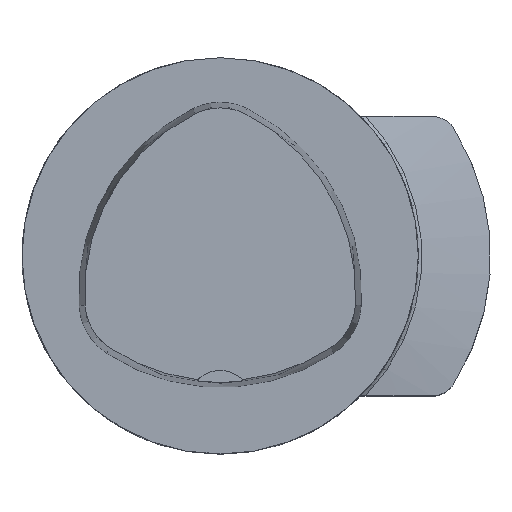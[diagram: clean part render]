
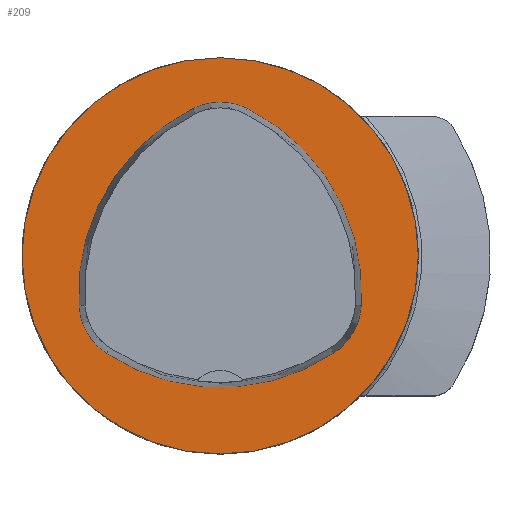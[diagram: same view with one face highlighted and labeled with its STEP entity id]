
A CAD part, top view. The second image highlights one B-rep face of the part: STEP entity #209.
In plain terms, the highlighted planar face has unit normal (0, 0, 1).
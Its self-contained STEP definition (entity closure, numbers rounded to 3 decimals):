
#48=FACE_BOUND('',#371,.T.);
#49=FACE_BOUND('',#372,.T.);
#147=PLANE('',#1293);
#209=ADVANCED_FACE('',(#48,#49),#147,.T.);
#371=EDGE_LOOP('',(#735));
#372=EDGE_LOOP('',(#736,#737,#738,#739,#740,#741));
#457=CIRCLE('',#1257,15.5);
#458=CIRCLE('',#1259,52.);
#459=CIRCLE('',#1261,15.5);
#460=CIRCLE('',#1263,52.);
#461=CIRCLE('',#1265,15.5);
#462=CIRCLE('',#1267,52.);
#465=CIRCLE('',#1291,50.);
#735=ORIENTED_EDGE('',*,*,#1020,.F.);
#736=ORIENTED_EDGE('',*,*,#982,.T.);
#737=ORIENTED_EDGE('',*,*,#993,.T.);
#738=ORIENTED_EDGE('',*,*,#991,.T.);
#739=ORIENTED_EDGE('',*,*,#989,.T.);
#740=ORIENTED_EDGE('',*,*,#987,.T.);
#741=ORIENTED_EDGE('',*,*,#985,.T.);
#848=VERTEX_POINT('',#1998);
#849=VERTEX_POINT('',#1999);
#850=VERTEX_POINT('',#2004);
#851=VERTEX_POINT('',#2008);
#852=VERTEX_POINT('',#2012);
#853=VERTEX_POINT('',#2016);
#870=VERTEX_POINT('',#2076);
#982=EDGE_CURVE('',#848,#849,#457,.T.);
#985=EDGE_CURVE('',#850,#848,#458,.T.);
#987=EDGE_CURVE('',#851,#850,#459,.T.);
#989=EDGE_CURVE('',#852,#851,#460,.T.);
#991=EDGE_CURVE('',#853,#852,#461,.T.);
#993=EDGE_CURVE('',#849,#853,#462,.T.);
#1020=EDGE_CURVE('',#870,#870,#465,.T.);
#1257=AXIS2_PLACEMENT_3D('',#1997,#1533,#1534);
#1259=AXIS2_PLACEMENT_3D('',#2003,#1539,#1540);
#1261=AXIS2_PLACEMENT_3D('',#2007,#1544,#1545);
#1263=AXIS2_PLACEMENT_3D('',#2011,#1549,#1550);
#1265=AXIS2_PLACEMENT_3D('',#2015,#1554,#1555);
#1267=AXIS2_PLACEMENT_3D('',#2019,#1559,#1560);
#1291=AXIS2_PLACEMENT_3D('',#2075,#1623,#1624);
#1293=AXIS2_PLACEMENT_3D('',#2078,#1627,#1628);
#1533=DIRECTION('',(0.,0.,-1.));
#1534=DIRECTION('',(-0.5,0.866,0.));
#1539=DIRECTION('',(0.,0.,-1.));
#1540=DIRECTION('',(-0.5,0.866,0.));
#1544=DIRECTION('',(0.,0.,-1.));
#1545=DIRECTION('',(-0.5,0.866,0.));
#1549=DIRECTION('',(0.,0.,-1.));
#1550=DIRECTION('',(-0.5,0.866,0.));
#1554=DIRECTION('',(0.,0.,-1.));
#1555=DIRECTION('',(-0.5,0.866,0.));
#1559=DIRECTION('',(0.,0.,-1.));
#1560=DIRECTION('',(-0.5,0.866,0.));
#1623=DIRECTION('',(0.,0.,-1.));
#1624=DIRECTION('',(-1.,0.,0.));
#1627=DIRECTION('',(0.,0.,1.));
#1628=DIRECTION('',(1.,0.,0.));
#1997=CARTESIAN_POINT('',(20.135,-11.625,0.));
#1998=CARTESIAN_POINT('',(35.607,-12.566,0.));
#1999=CARTESIAN_POINT('',(28.686,-24.553,0.));
#2003=CARTESIAN_POINT('',(-16.298,-9.409,0.));
#2004=CARTESIAN_POINT('',(6.921,37.119,0.));
#2007=CARTESIAN_POINT('',(0.,23.25,0.));
#2008=CARTESIAN_POINT('',(-6.921,37.119,0.));
#2011=CARTESIAN_POINT('',(16.298,-9.409,0.));
#2012=CARTESIAN_POINT('',(-35.607,-12.566,0.));
#2015=CARTESIAN_POINT('',(-20.135,-11.625,0.));
#2016=CARTESIAN_POINT('',(-28.686,-24.553,0.));
#2019=CARTESIAN_POINT('',(0.,18.819,0.));
#2075=CARTESIAN_POINT('',(0.,0.,0.));
#2076=CARTESIAN_POINT('',(-50.,0.,0.));
#2078=CARTESIAN_POINT('',(0.,0.,0.));
